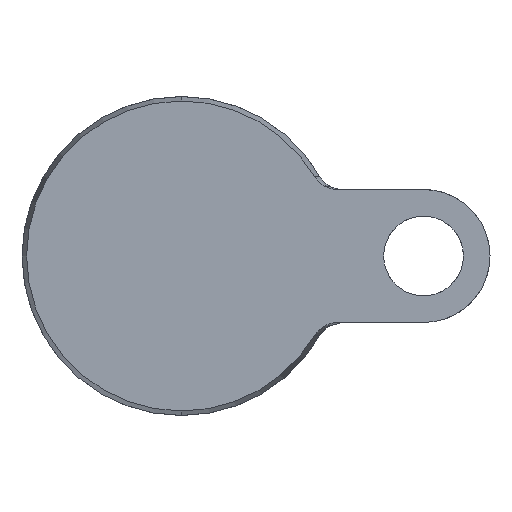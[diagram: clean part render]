
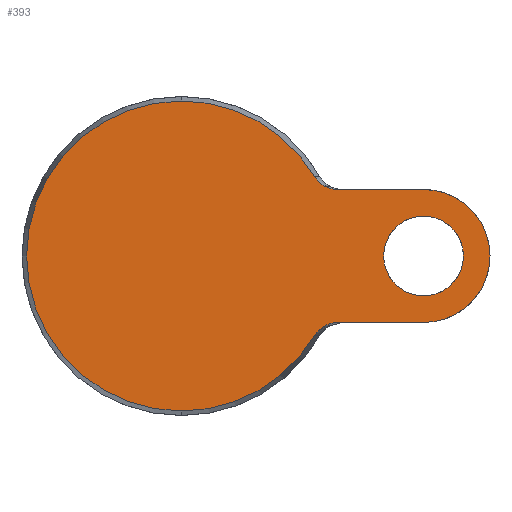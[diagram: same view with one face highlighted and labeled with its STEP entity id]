
A CAD part, front view. The second image highlights one B-rep face of the part: STEP entity #393.
In plain terms, the highlighted planar face has unit normal (0, -1, 0).
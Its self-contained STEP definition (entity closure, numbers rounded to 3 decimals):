
#16 = VERTEX_POINT ( 'NONE', #231 ) ;
#69 = CARTESIAN_POINT ( 'NONE',  ( 25.507, 0., 14.24 ) ) ;
#89 = VERTEX_POINT ( 'NONE', #1302 ) ;
#102 = DIRECTION ( 'NONE',  ( 0., 0., 1. ) ) ;
#151 = CARTESIAN_POINT ( 'NONE',  ( 25.237, 0., -14.58 ) ) ;
#159 = CARTESIAN_POINT ( 'NONE',  ( 29.374, 0., -12.5 ) ) ;
#165 = CARTESIAN_POINT ( 'NONE',  ( 27.871, 0., -12.72 ) ) ;
#167 = FACE_OUTER_BOUND ( 'NONE', #660, .T. ) ;
#172 = CARTESIAN_POINT ( 'NONE',  ( 26.146, 0., -13.64 ) ) ;
#178 = DIRECTION ( 'NONE',  ( 0., 0., -1. ) ) ;
#186 = CARTESIAN_POINT ( 'NONE',  ( 27.057, 0., 13.048 ) ) ;
#187 = CIRCLE ( 'NONE', #407, 12.5 ) ;
#218 = CARTESIAN_POINT ( 'NONE',  ( 15., 0., -12.5 ) ) ;
#230 = DIRECTION ( 'NONE',  ( -1., 0., 0. ) ) ;
#231 = CARTESIAN_POINT ( 'NONE',  ( 29.374, 0., 12.5 ) ) ;
#249 = CIRCLE ( 'NONE', #694, 7.5 ) ;
#250 = CARTESIAN_POINT ( 'NONE',  ( 28.502, 0., 12.556 ) ) ;
#251 = ORIENTED_EDGE ( 'NONE', *, *, #926, .T. ) ;
#259 = CIRCLE ( 'NONE', #900, 29.143 ) ;
#270 = CARTESIAN_POINT ( 'NONE',  ( 26.497, 0., -13.379 ) ) ;
#282 = ORIENTED_EDGE ( 'NONE', *, *, #440, .F. ) ;
#284 = EDGE_CURVE ( 'NONE', #89, #468, #1169, .T. ) ;
#294 = B_SPLINE_CURVE_WITH_KNOTS ( 'NONE', 3,
 ( #1103, #151, #1214, #674, #172, #270, #892, #898, #578, #165, #1226, #782, #159 ),
 .UNSPECIFIED., .F., .F.,
 ( 4, 2, 2, 1, 2, 2, 4 ),
 ( 0., 0.001, 0.002, 0.003, 0.003, 0.004, 0.005 ),
 .UNSPECIFIED. ) ;
#306 = CARTESIAN_POINT ( 'NONE',  ( 26.495, 0., 13.38 ) ) ;
#344 = VECTOR ( 'NONE', #230, 1000. ) ;
#361 = EDGE_LOOP ( 'NONE', ( #251, #1257 ) ) ;
#368 = AXIS2_PLACEMENT_3D ( 'NONE', #716, #939, #1260 ) ;
#372 = FACE_BOUND ( 'NONE', #361, .T. ) ;
#393 = ADVANCED_FACE ( 'NONE', ( #167, #372 ), #590, .F. ) ;
#394 = EDGE_CURVE ( 'NONE', #1162, #740, #1340, .T. ) ;
#404 = CARTESIAN_POINT ( 'NONE',  ( 15., 0., 12.5 ) ) ;
#407 = AXIS2_PLACEMENT_3D ( 'NONE', #682, #460, #1125 ) ;
#414 = CARTESIAN_POINT ( 'NONE',  ( 25.237, 0., 14.58 ) ) ;
#419 = DIRECTION ( 'NONE',  ( 0., -1., 0. ) ) ;
#440 = EDGE_CURVE ( 'NONE', #16, #896, #1355, .T. ) ;
#460 = DIRECTION ( 'NONE',  ( 0., 1., 0. ) ) ;
#468 = VERTEX_POINT ( 'NONE', #623 ) ;
#486 = EDGE_CURVE ( 'NONE', #740, #89, #259, .T. ) ;
#487 = DIRECTION ( 'NONE',  ( 0., -1., 0. ) ) ;
#498 = AXIS2_PLACEMENT_3D ( 'NONE', #587, #1011, #102 ) ;
#504 = CARTESIAN_POINT ( 'NONE',  ( 27.659, 0., 12.79 ) ) ;
#528 = CARTESIAN_POINT ( 'NONE',  ( 25.976, 0., 13.785 ) ) ;
#578 = CARTESIAN_POINT ( 'NONE',  ( 27.662, 0., -12.789 ) ) ;
#580 = AXIS2_PLACEMENT_3D ( 'NONE', #887, #1311, #874 ) ;
#587 = CARTESIAN_POINT ( 'NONE',  ( -29.143, 0., 0. ) ) ;
#588 = CARTESIAN_POINT ( 'NONE',  ( 0., 0., 29.143 ) ) ;
#590 = PLANE ( 'NONE',  #498 ) ;
#595 = CARTESIAN_POINT ( 'NONE',  ( 25.011, 0., 14.959 ) ) ;
#611 = CARTESIAN_POINT ( 'NONE',  ( 27.253, 0., 12.954 ) ) ;
#621 = DIRECTION ( 'NONE',  ( 0., 1., 0. ) ) ;
#622 = ORIENTED_EDGE ( 'NONE', *, *, #284, .T. ) ;
#623 = CARTESIAN_POINT ( 'NONE',  ( 25.011, 0., -14.959 ) ) ;
#628 = CARTESIAN_POINT ( 'NONE',  ( 25.011, 0., 14.959 ) ) ;
#660 = EDGE_LOOP ( 'NONE', ( #282, #1041, #727, #1043, #622, #1299, #761, #1150 ) ) ;
#674 = CARTESIAN_POINT ( 'NONE',  ( 25.977, 0., -13.784 ) ) ;
#681 = VERTEX_POINT ( 'NONE', #1300 ) ;
#682 = CARTESIAN_POINT ( 'NONE',  ( 45.5, 0., 0. ) ) ;
#694 = AXIS2_PLACEMENT_3D ( 'NONE', #1246, #621, #739 ) ;
#716 = CARTESIAN_POINT ( 'NONE',  ( 0., 0., 0. ) ) ;
#727 = ORIENTED_EDGE ( 'NONE', *, *, #394, .T. ) ;
#739 = DIRECTION ( 'NONE',  ( 0., 0., 1. ) ) ;
#740 = VERTEX_POINT ( 'NONE', #588 ) ;
#761 = ORIENTED_EDGE ( 'NONE', *, *, #1222, .F. ) ;
#782 = CARTESIAN_POINT ( 'NONE',  ( 28.933, 0., -12.5 ) ) ;
#786 = VERTEX_POINT ( 'NONE', #810 ) ;
#800 = CARTESIAN_POINT ( 'NONE',  ( 29.374, 0., -12.5 ) ) ;
#801 = VERTEX_POINT ( 'NONE', #800 ) ;
#806 = CARTESIAN_POINT ( 'NONE',  ( 0., 0., 0. ) ) ;
#810 = CARTESIAN_POINT ( 'NONE',  ( 45.5, 0., 7.5 ) ) ;
#874 = DIRECTION ( 'NONE',  ( 0., 0., 1. ) ) ;
#881 = EDGE_CURVE ( 'NONE', #786, #1317, #249, .T. ) ;
#887 = CARTESIAN_POINT ( 'NONE',  ( 45.5, 0., 0. ) ) ;
#892 = CARTESIAN_POINT ( 'NONE',  ( 26.862, 0., -13.142 ) ) ;
#896 = VERTEX_POINT ( 'NONE', #1374 ) ;
#898 = CARTESIAN_POINT ( 'NONE',  ( 27.255, 0., -12.953 ) ) ;
#900 = AXIS2_PLACEMENT_3D ( 'NONE', #945, #419, #1027 ) ;
#918 = AXIS2_PLACEMENT_3D ( 'NONE', #806, #487, #178 ) ;
#926 = EDGE_CURVE ( 'NONE', #1317, #786, #1310, .T. ) ;
#939 = DIRECTION ( 'NONE',  ( 0., -1., 0. ) ) ;
#941 = CARTESIAN_POINT ( 'NONE',  ( 27.869, 0., 12.721 ) ) ;
#945 = CARTESIAN_POINT ( 'NONE',  ( 0., 0., 0. ) ) ;
#976 = CARTESIAN_POINT ( 'NONE',  ( 28.933, 0., 12.5 ) ) ;
#1011 = DIRECTION ( 'NONE',  ( 0., 1., 0. ) ) ;
#1021 = CARTESIAN_POINT ( 'NONE',  ( 26.144, 0., 13.642 ) ) ;
#1027 = DIRECTION ( 'NONE',  ( 0., 0., -1. ) ) ;
#1041 = ORIENTED_EDGE ( 'NONE', *, *, #1048, .T. ) ;
#1043 = ORIENTED_EDGE ( 'NONE', *, *, #486, .T. ) ;
#1046 = DIRECTION ( 'NONE',  ( 1., 0., 0. ) ) ;
#1048 = EDGE_CURVE ( 'NONE', #16, #1162, #1336, .T. ) ;
#1085 = CARTESIAN_POINT ( 'NONE',  ( 29.374, 0., 12.5 ) ) ;
#1090 = CARTESIAN_POINT ( 'NONE',  ( 45.5, 0., -7.5 ) ) ;
#1103 = CARTESIAN_POINT ( 'NONE',  ( 25.011, 0., -14.959 ) ) ;
#1125 = DIRECTION ( 'NONE',  ( 0., 0., -1. ) ) ;
#1148 = VECTOR ( 'NONE', #1046, 1000. ) ;
#1150 = ORIENTED_EDGE ( 'NONE', *, *, #1366, .F. ) ;
#1162 = VERTEX_POINT ( 'NONE', #595 ) ;
#1169 = CIRCLE ( 'NONE', #918, 29.143 ) ;
#1180 = LINE ( 'NONE', #218, #344 ) ;
#1214 = CARTESIAN_POINT ( 'NONE',  ( 25.508, 0., -14.24 ) ) ;
#1222 = EDGE_CURVE ( 'NONE', #681, #801, #1180, .T. ) ;
#1226 = CARTESIAN_POINT ( 'NONE',  ( 28.503, 0., -12.556 ) ) ;
#1246 = CARTESIAN_POINT ( 'NONE',  ( 45.5, 0., 0. ) ) ;
#1252 = CARTESIAN_POINT ( 'NONE',  ( 26.678, 0., 13.261 ) ) ;
#1257 = ORIENTED_EDGE ( 'NONE', *, *, #881, .T. ) ;
#1260 = DIRECTION ( 'NONE',  ( 0., 0., -1. ) ) ;
#1299 = ORIENTED_EDGE ( 'NONE', *, *, #1324, .T. ) ;
#1300 = CARTESIAN_POINT ( 'NONE',  ( 45.5, 0., -12.5 ) ) ;
#1302 = CARTESIAN_POINT ( 'NONE',  ( 0., 0., -29.143 ) ) ;
#1310 = CIRCLE ( 'NONE', #580, 7.5 ) ;
#1311 = DIRECTION ( 'NONE',  ( 0., 1., 0. ) ) ;
#1317 = VERTEX_POINT ( 'NONE', #1090 ) ;
#1324 = EDGE_CURVE ( 'NONE', #468, #801, #294, .T. ) ;
#1336 = B_SPLINE_CURVE_WITH_KNOTS ( 'NONE', 3,
 ( #1085, #976, #250, #941, #504, #611, #186, #1252, #306, #1021, #528, #69, #414, #628 ),
 .UNSPECIFIED., .F., .F.,
 ( 4, 2, 2, 2, 2, 2, 4 ),
 ( 0., 0.001, 0.002, 0.003, 0.003, 0.004, 0.005 ),
 .UNSPECIFIED. ) ;
#1340 = CIRCLE ( 'NONE', #368, 29.143 ) ;
#1355 = LINE ( 'NONE', #404, #1148 ) ;
#1366 = EDGE_CURVE ( 'NONE', #896, #681, #187, .T. ) ;
#1374 = CARTESIAN_POINT ( 'NONE',  ( 45.5, 0., 12.5 ) ) ;
